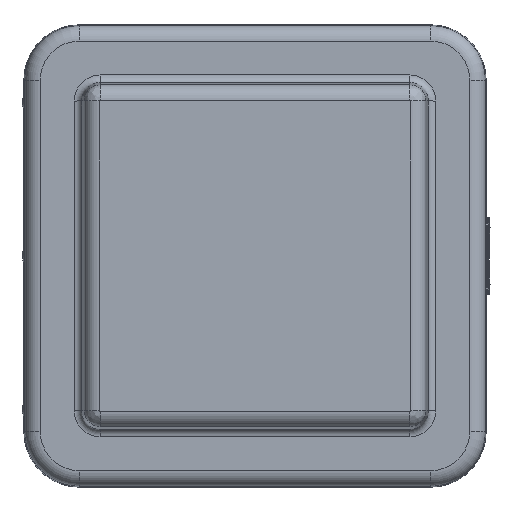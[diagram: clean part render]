
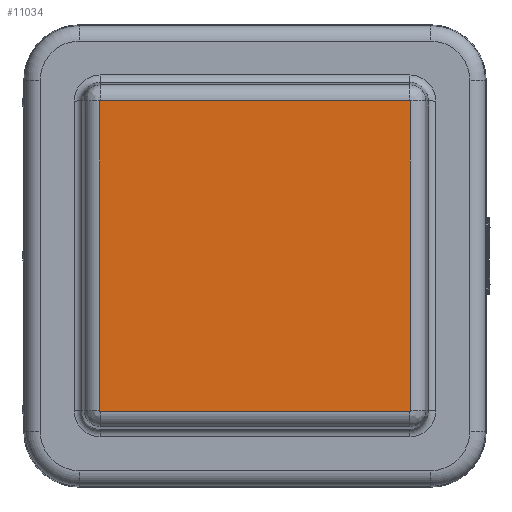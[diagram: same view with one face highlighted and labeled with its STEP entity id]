
A CAD part, top view. The second image highlights one B-rep face of the part: STEP entity #11034.
In plain terms, the highlighted planar face has unit normal (0, 0, 1).
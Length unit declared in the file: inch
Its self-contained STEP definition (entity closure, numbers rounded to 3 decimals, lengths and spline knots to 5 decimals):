
#754=LINE($,#19804,#1541);
#757=LINE($,#19811,#1544);
#758=LINE($,#19844,#1545);
#761=LINE($,#19851,#1548);
#1541=VECTOR($,#14802,5.0411);
#1544=VECTOR($,#14809,5.0411);
#1545=VECTOR($,#14826,5.0411);
#1548=VECTOR($,#14833,5.0411);
#2063=PLANE($,#12161);
#3144=FACE_OUTER_BOUND($,#3947,.T.);
#3947=EDGE_LOOP($,(#9363,#9364,#9365,#9366,#9367,#9368,#9369,#9370));
#4653=CIRCLE($,#12136,0.00858);
#4659=CIRCLE($,#12144,0.00858);
#4663=CIRCLE($,#12148,0.00858);
#4667=CIRCLE($,#12154,0.00858);
#5544=VERTEX_POINT($,#19793);
#5545=VERTEX_POINT($,#19795);
#5548=VERTEX_POINT($,#19802);
#5549=VERTEX_POINT($,#19807);
#5552=VERTEX_POINT($,#19822);
#5553=VERTEX_POINT($,#19835);
#5556=VERTEX_POINT($,#19842);
#5557=VERTEX_POINT($,#19847);
#6882=EDGE_CURVE($,#5544,#5545,#4653,.T.);
#6886=EDGE_CURVE($,#5548,#5544,#754,.T.);
#6890=EDGE_CURVE($,#5545,#5549,#757,.T.);
#6892=EDGE_CURVE($,#5552,#5548,#4659,.T.);
#6896=EDGE_CURVE($,#5549,#5553,#4663,.T.);
#6898=EDGE_CURVE($,#5556,#5552,#758,.T.);
#6902=EDGE_CURVE($,#5553,#5557,#761,.T.);
#6904=EDGE_CURVE($,#5557,#5556,#4667,.T.);
#9363=ORIENTED_EDGE($,*,*,#6882,.F.);
#9364=ORIENTED_EDGE($,*,*,#6886,.F.);
#9365=ORIENTED_EDGE($,*,*,#6892,.F.);
#9366=ORIENTED_EDGE($,*,*,#6898,.F.);
#9367=ORIENTED_EDGE($,*,*,#6904,.F.);
#9368=ORIENTED_EDGE($,*,*,#6902,.F.);
#9369=ORIENTED_EDGE($,*,*,#6896,.F.);
#9370=ORIENTED_EDGE($,*,*,#6890,.F.);
#11034=ADVANCED_FACE($,(#3144),#2063,.T.);
#12136=AXIS2_PLACEMENT_3D($,#19796,#14792,#14793);
#12144=AXIS2_PLACEMENT_3D($,#19824,#14812,#14813);
#12148=AXIS2_PLACEMENT_3D($,#19839,#14820,#14821);
#12154=AXIS2_PLACEMENT_3D($,#19862,#14836,#14837);
#12161=AXIS2_PLACEMENT_3D($,#19881,#14857,#14858);
#14792=DIRECTION('center_axis',(0.,0.,-1.));
#14793=DIRECTION('ref_axis',(0.707,-0.707,0.));
#14802=DIRECTION($,(0.,-1.,0.));
#14809=DIRECTION($,(-1.,0.,0.));
#14812=DIRECTION('center_axis',(0.,0.,-1.));
#14813=DIRECTION('ref_axis',(0.707,0.707,0.));
#14820=DIRECTION('center_axis',(0.,0.,-1.));
#14821=DIRECTION('ref_axis',(-0.707,-0.707,0.));
#14826=DIRECTION($,(1.,0.,0.));
#14833=DIRECTION($,(0.,1.,0.));
#14836=DIRECTION('center_axis',(0.,0.,-1.));
#14837=DIRECTION('ref_axis',(-0.707,0.707,0.));
#14857=DIRECTION('center_axis',(0.,0.,1.));
#14858=DIRECTION('ref_axis',(1.,0.,0.));
#19793=CARTESIAN_POINT('',(2.52913,-2.52055,2.26));
#19795=CARTESIAN_POINT('',(2.52055,-2.52913,2.26));
#19796=CARTESIAN_POINT('Origin',(2.52055,-2.52055,2.26));
#19802=CARTESIAN_POINT('',(2.52913,2.52055,2.26));
#19804=CARTESIAN_POINT($,(2.52913,2.52055,2.26));
#19807=CARTESIAN_POINT('',(-2.52055,-2.52913,2.26));
#19811=CARTESIAN_POINT($,(2.52055,-2.52913,2.26));
#19822=CARTESIAN_POINT('',(2.52055,2.52913,2.26));
#19824=CARTESIAN_POINT('Origin',(2.52055,2.52055,2.26));
#19835=CARTESIAN_POINT('',(-2.52913,-2.52055,2.26));
#19839=CARTESIAN_POINT('Origin',(-2.52055,-2.52055,2.26));
#19842=CARTESIAN_POINT('',(-2.52055,2.52913,2.26));
#19844=CARTESIAN_POINT($,(-2.52055,2.52913,2.26));
#19847=CARTESIAN_POINT('',(-2.52913,2.52055,2.26));
#19851=CARTESIAN_POINT($,(-2.52913,-2.52055,2.26));
#19862=CARTESIAN_POINT('Origin',(-2.52055,2.52055,2.26));
#19881=CARTESIAN_POINT('Origin',(0.,0.,2.26));
